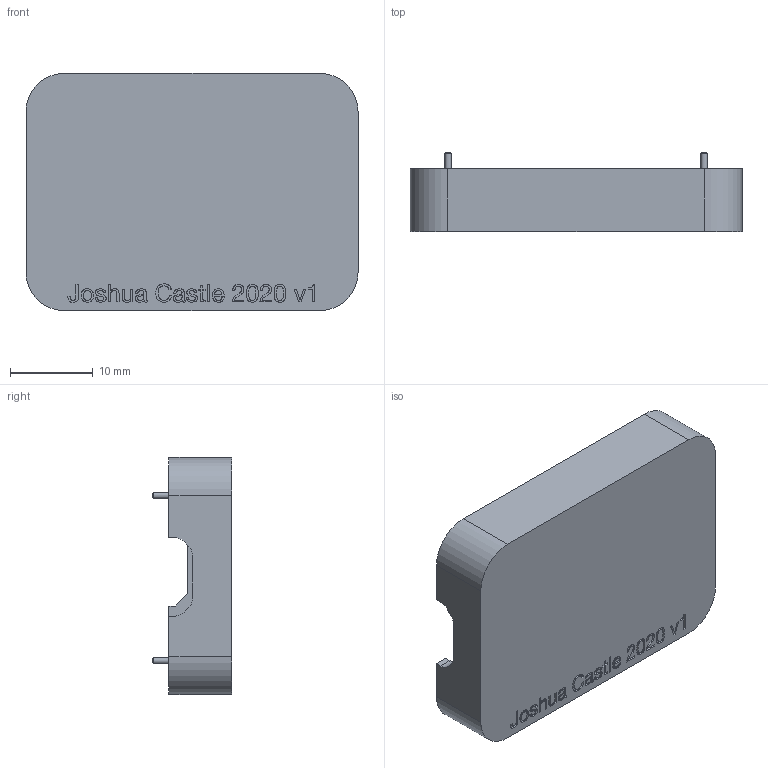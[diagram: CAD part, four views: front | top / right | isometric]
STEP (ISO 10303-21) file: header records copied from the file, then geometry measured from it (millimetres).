
FILE_DESCRIPTION(/* description */ (''),/* implementation_level */ '2;1');
FILE_NAME(/* name */ 'Bottom Piece.step',/* time_stamp */ '2020-05-11T17:27:03-07:00',/* author */ (''),/* organization */ (''),/* preprocessor_version */ 'ST-DEVELOPER v18.1',/* originating_system */ 'Autodesk Translation Framework v9.2.0.1227',/* authorisation */ '');
FILE_SCHEMA (('AUTOMOTIVE_DESIGN { 1 0 10303 214 3 1 1 }'));
Length unit declared in the file: millimetre
Products named in the file (1): Bottom Piece
Bounding box: 40.2 x 9.6 x 28.7 mm (x, y, z)
Volume: 3131.7 mm3; surface area: 3981.5 mm2
Topology: 1 solids, 1 shells, 641 faces, 1829 edges, 1218 vertices
Faces by surface type: bspline 474, plane 147, cylinder 16, cone 4
Full cylindrical faces by diameter (mm): 0.75 x4
Entity records: 25255 total; most frequent: CARTESIAN_POINT 11763, ORIENTED_EDGE 3658, EDGE_CURVE 1829, DIRECTION 1249, VERTEX_POINT 1218, B_SPLINE_CURVE_WITH_KNOTS 952, LINE 841, VECTOR 841
